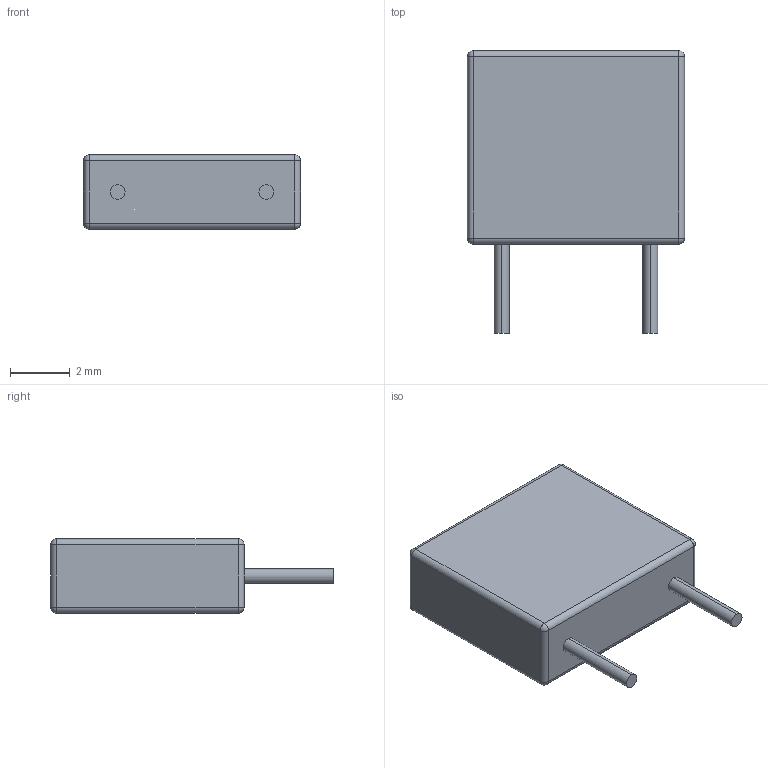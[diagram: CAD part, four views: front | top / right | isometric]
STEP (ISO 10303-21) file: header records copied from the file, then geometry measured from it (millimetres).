
FILE_DESCRIPTION (( 'STEP AP214' ), '1' );
FILE_NAME ('film_capacitor_2.5_7.3.STEP', '2022-03-30T22:19:09', ( '' ), ( '' ), 'SwSTEP 2.0', 'SolidWorks 2021', '' );
FILE_SCHEMA (( 'AUTOMOTIVE_DESIGN' ));
Length unit declared in the file: millimetre
Products named in the file (1): film_capacitor_2.5_7.3
Bounding box: 7.3 x 9.5 x 2.5 mm (x, y, z)
Volume: 119.3 mm3; surface area: 168.5 mm2
Topology: 3 solids, 3 shells, 34 faces, 68 edges, 32 vertices
Faces by surface type: cylinder 16, plane 10, sphere 8
Entity records: 944 total; most frequent: DIRECTION 162, CARTESIAN_POINT 127, ORIENTED_EDGE 120, AXIS2_PLACEMENT_3D 67, EDGE_CURVE 60, ADVANCED_FACE 34, FACE_OUTER_BOUND 34, EDGE_LOOP 34
